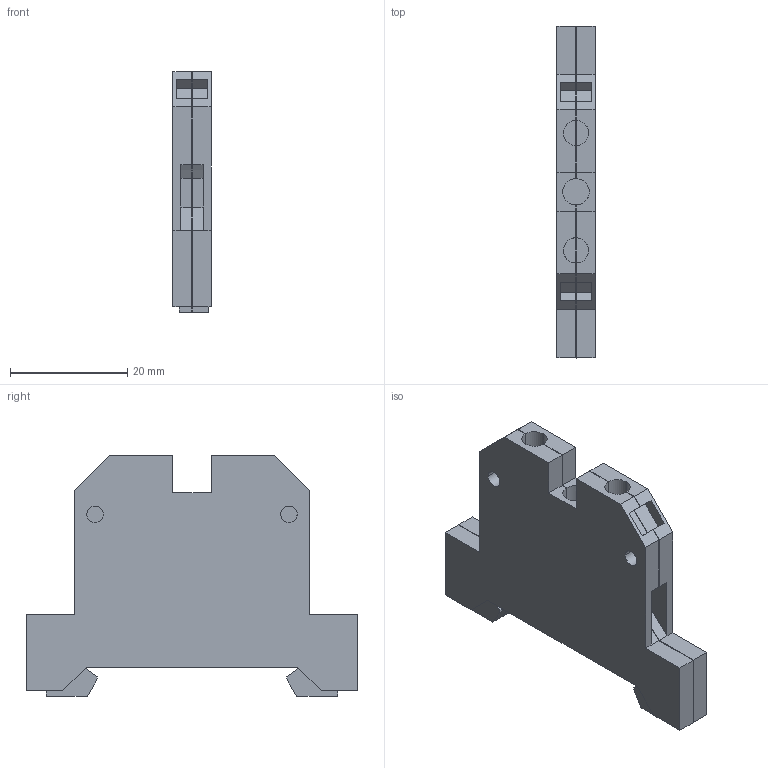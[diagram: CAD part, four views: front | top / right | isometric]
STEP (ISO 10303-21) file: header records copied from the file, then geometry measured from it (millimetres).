
FILE_DESCRIPTION(('CATIA V5R22 STEP214','CAx-IF Rec.Pracs.--- Model Styling and Organization---1.4--- 2014-01-23'),'2;1');
FILE_NAME ('D1445612_1_0661160000_0661160000.stp','2021-03-23T13:25:52+00:00',('none'),('Weidmueller'),'CATIA Version 5-6 Release 2016 SP3 HF44','CATIA V5 STEP AP214','none');
FILE_SCHEMA(('AUTOMOTIVE_DESIGN { 1 0 10303 214 1 1 1 1 }'));
Length unit declared in the file: millimetre
Products named in the file (1): 0661160000
Bounding box: 6.5 x 56.5 x 41 mm (x, y, z)
Volume: 9457.6 mm3; surface area: 7831.9 mm2
Topology: 1 solids, 1 shells, 130 faces, 368 edges, 244 vertices
Faces by surface type: plane 109, cylinder 21
Entity records: 4577 total; most frequent: CARTESIAN_POINT 1068, ORIENTED_EDGE 736, DIRECTION 608, EDGE_CURVE 368, VECTOR 322, LINE 322, VERTEX_POINT 244, AXIS2_PLACEMENT_3D 157
